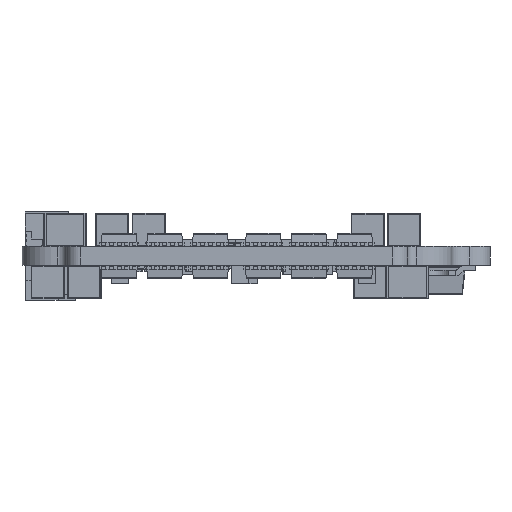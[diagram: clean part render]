
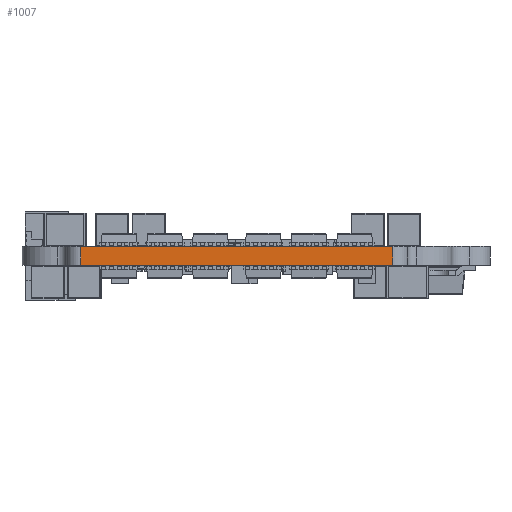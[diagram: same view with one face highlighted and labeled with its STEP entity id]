
A CAD part, left-side view. The second image highlights one B-rep face of the part: STEP entity #1007.
In plain terms, the highlighted planar face has unit normal (-1, 0, 0).
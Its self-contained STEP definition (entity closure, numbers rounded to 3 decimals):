
#978 = EDGE_CURVE('',#979,#981,#983,.T.);
#979 = VERTEX_POINT('',#980);
#980 = CARTESIAN_POINT('',(-21.5,-13.25,0.));
#981 = VERTEX_POINT('',#982);
#982 = CARTESIAN_POINT('',(-21.5,-13.25,1.611));
#983 = LINE('',#984,#985);
#984 = CARTESIAN_POINT('',(-21.5,-13.25,0.));
#985 = VECTOR('',#986,1.);
#986 = DIRECTION('',(0.,0.,1.));
#1007 = ADVANCED_FACE('',(#1008),#1033,.F.);
#1008 = FACE_BOUND('',#1009,.F.);
#1009 = EDGE_LOOP('',(#1010,#1020,#1026,#1027));
#1010 = ORIENTED_EDGE('',*,*,#1011,.T.);
#1011 = EDGE_CURVE('',#1012,#1014,#1016,.T.);
#1012 = VERTEX_POINT('',#1013);
#1013 = CARTESIAN_POINT('',(-21.5,13.25,0.));
#1014 = VERTEX_POINT('',#1015);
#1015 = CARTESIAN_POINT('',(-21.5,13.25,1.611));
#1016 = LINE('',#1017,#1018);
#1017 = CARTESIAN_POINT('',(-21.5,13.25,0.));
#1018 = VECTOR('',#1019,1.);
#1019 = DIRECTION('',(0.,0.,1.));
#1020 = ORIENTED_EDGE('',*,*,#1021,.T.);
#1021 = EDGE_CURVE('',#1014,#981,#1022,.T.);
#1022 = LINE('',#1023,#1024);
#1023 = CARTESIAN_POINT('',(-21.5,13.25,1.611));
#1024 = VECTOR('',#1025,1.);
#1025 = DIRECTION('',(0.,-1.,0.));
#1026 = ORIENTED_EDGE('',*,*,#978,.F.);
#1027 = ORIENTED_EDGE('',*,*,#1028,.F.);
#1028 = EDGE_CURVE('',#1012,#979,#1029,.T.);
#1029 = LINE('',#1030,#1031);
#1030 = CARTESIAN_POINT('',(-21.5,13.25,0.));
#1031 = VECTOR('',#1032,1.);
#1032 = DIRECTION('',(0.,-1.,0.));
#1033 = PLANE('',#1034);
#1034 = AXIS2_PLACEMENT_3D('',#1035,#1036,#1037);
#1035 = CARTESIAN_POINT('',(-21.5,13.25,0.));
#1036 = DIRECTION('',(1.,0.,-0.));
#1037 = DIRECTION('',(0.,-1.,0.));
